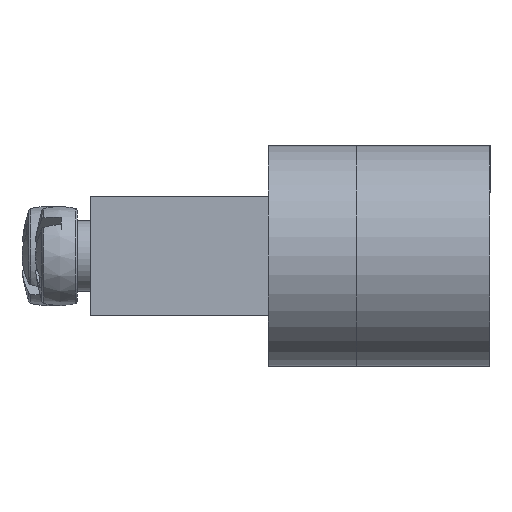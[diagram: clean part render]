
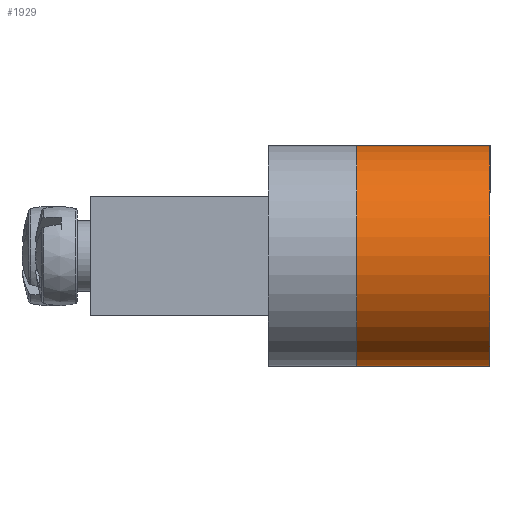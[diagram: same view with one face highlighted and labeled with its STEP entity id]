
A CAD part, left-side view. The second image highlights one B-rep face of the part: STEP entity #1929.
In plain terms, the highlighted cylindrical face has radius 7.5 mm (diameter 15 mm), a partial arc.
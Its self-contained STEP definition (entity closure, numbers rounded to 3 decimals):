
#148=LINE('',#3759,#194);
#153=LINE('',#3771,#199);
#194=VECTOR('',#2671,9.);
#199=VECTOR('',#2686,9.);
#523=CIRCLE('',#2161,7.5);
#524=CIRCLE('',#2163,7.5);
#634=FACE_OUTER_BOUND('',#877,.T.);
#877=EDGE_LOOP('',(#1659,#1660,#1661,#1662));
#1078=VERTEX_POINT('',#3757);
#1079=VERTEX_POINT('',#3758);
#1080=VERTEX_POINT('',#3763);
#1081=VERTEX_POINT('',#3767);
#1273=EDGE_CURVE('',#1078,#1079,#148,.T.);
#1276=EDGE_CURVE('',#1080,#1079,#523,.T.);
#1279=EDGE_CURVE('',#1078,#1081,#524,.T.);
#1280=EDGE_CURVE('',#1081,#1080,#153,.T.);
#1659=ORIENTED_EDGE('',*,*,#1279,.T.);
#1660=ORIENTED_EDGE('',*,*,#1280,.T.);
#1661=ORIENTED_EDGE('',*,*,#1276,.T.);
#1662=ORIENTED_EDGE('',*,*,#1273,.F.);
#1750=CYLINDRICAL_SURFACE('',#2165,7.5);
#1929=ADVANCED_FACE('',(#634),#1750,.T.);
#2161=AXIS2_PLACEMENT_3D('',#3764,#2676,#2677);
#2163=AXIS2_PLACEMENT_3D('',#3769,#2682,#2683);
#2165=AXIS2_PLACEMENT_3D('',#3772,#2687,#2688);
#2671=DIRECTION('',(0.,1.,0.));
#2676=DIRECTION('center_axis',(0.,-1.,0.));
#2677=DIRECTION('ref_axis',(0.,0.,
1.));
#2682=DIRECTION('center_axis',(0.,1.,0.));
#2683=DIRECTION('ref_axis',(0.,0.,1.));
#2686=DIRECTION('',(0.,1.,0.));
#2687=DIRECTION('center_axis',(0.,1.,0.));
#2688=DIRECTION('ref_axis',(0.,0.,1.));
#3757=CARTESIAN_POINT('',(7.,0.,7.5));
#3758=CARTESIAN_POINT('',(7.,9.,7.5));
#3759=CARTESIAN_POINT('',(7.,-10.607,7.5));
#3763=CARTESIAN_POINT('',(7.,9.,-7.5));
#3764=CARTESIAN_POINT('Origin',(7.,9.,0.));
#3767=CARTESIAN_POINT('',(7.,0.,-7.5));
#3769=CARTESIAN_POINT('Origin',(7.,0.,0.));
#3771=CARTESIAN_POINT('',(7.,-10.607,-7.5));
#3772=CARTESIAN_POINT('Origin',(7.,-10.607,0.));
